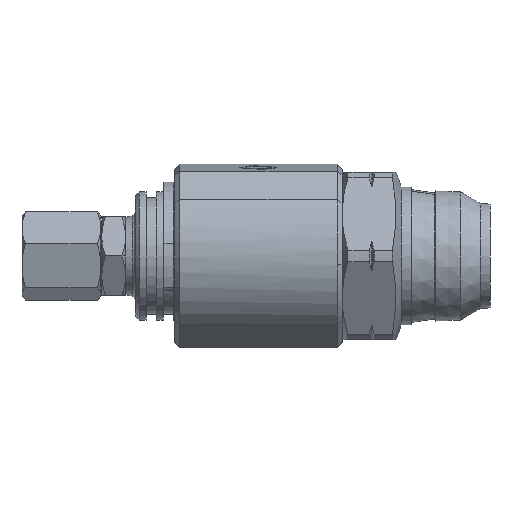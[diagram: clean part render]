
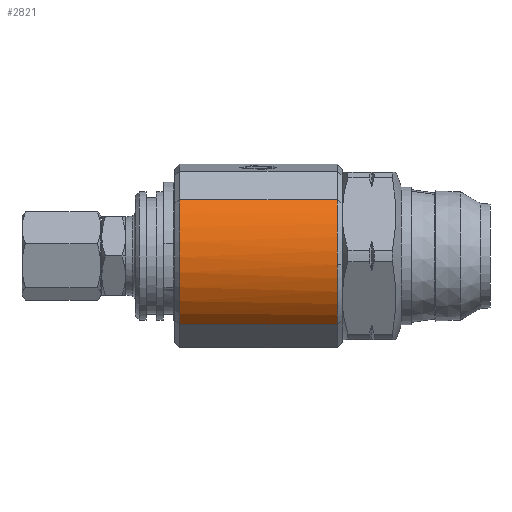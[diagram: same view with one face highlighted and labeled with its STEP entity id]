
A CAD part, left-side view. The second image highlights one B-rep face of the part: STEP entity #2821.
In plain terms, the highlighted cylindrical face has radius 9 mm (diameter 18 mm), a partial arc.
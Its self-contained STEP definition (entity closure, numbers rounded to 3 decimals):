
#128 = DIRECTION ( 'NONE',  ( 0., -1., 0. ) ) ;
#129 = DIRECTION ( 'NONE',  ( 0.995, 0., 0.099 ) ) ;
#132 = CARTESIAN_POINT ( 'NONE',  ( 0., 33., 0. ) ) ;
#358 = CIRCLE ( 'NONE', #8365, 9. ) ;
#362 = LINE ( 'NONE', #1717, #365 ) ;
#365 = VECTOR ( 'NONE', #1718, 1000. ) ;
#366 = CIRCLE ( 'NONE', #8364, 9. ) ;
#368 = LINE ( 'NONE', #1712, #369 ) ;
#369 = VECTOR ( 'NONE', #1700, 1000. ) ;
#848 = CARTESIAN_POINT ( 'NONE',  ( -5.7, 15.5, -6.965 ) ) ;
#849 = CARTESIAN_POINT ( 'NONE',  ( -8.955, 15.5, -0.894 ) ) ;
#1700 = DIRECTION ( 'NONE',  ( 0., -1., 0. ) ) ;
#1712 = CARTESIAN_POINT ( 'NONE',  ( -6.965, 33., 5.7 ) ) ;
#1717 = CARTESIAN_POINT ( 'NONE',  ( -5.7, 33., -6.965 ) ) ;
#1718 = DIRECTION ( 'NONE',  ( 0., -1., 0. ) ) ;
#1722 = CARTESIAN_POINT ( 'NONE',  ( 0., 15.5, 0. ) ) ;
#1723 = DIRECTION ( 'NONE',  ( 0., 1., 0. ) ) ;
#1724 = DIRECTION ( 'NONE',  ( -0.995, 0., -0.099 ) ) ;
#1726 = CARTESIAN_POINT ( 'NONE',  ( 0., 31.5, 0. ) ) ;
#1727 = DIRECTION ( 'NONE',  ( 0., -1., 0. ) ) ;
#1728 = DIRECTION ( 'NONE',  ( 0.995, 0., 0.099 ) ) ;
#2821 = ADVANCED_FACE ( 'NONE', ( #6882 ), #6885, .T. ) ;
#3353 = ORIENTED_EDGE ( 'NONE', *, *, #9185, .T. ) ;
#3354 = ORIENTED_EDGE ( 'NONE', *, *, #3668, .T. ) ;
#3355 = ORIENTED_EDGE ( 'NONE', *, *, #9187, .T. ) ;
#3356 = ORIENTED_EDGE ( 'NONE', *, *, #9188, .F. ) ;
#3357 = ORIENTED_EDGE ( 'NONE', *, *, #9189, .T. ) ;
#3668 = EDGE_CURVE ( 'NONE', #6658, #6659, #8687, .T. ) ;
#3951 = AXIS2_PLACEMENT_3D ( 'NONE', #5037, #5038, #5039 ) ;
#5037 = CARTESIAN_POINT ( 'NONE',  ( 0., 15.5, 0. ) ) ;
#5038 = DIRECTION ( 'NONE',  ( 0., 1., 0. ) ) ;
#5039 = DIRECTION ( 'NONE',  ( -0.995, 0., -0.099 ) ) ;
#5457 = EDGE_LOOP ( 'NONE', ( #3353, #3354, #3355, #3356, #3357 ) ) ;
#6168 = VERTEX_POINT ( 'NONE', #8119 ) ;
#6175 = VERTEX_POINT ( 'NONE', #8126 ) ;
#6176 = VERTEX_POINT ( 'NONE', #8127 ) ;
#6339 = AXIS2_PLACEMENT_3D ( 'NONE', #132, #128, #129 ) ;
#6658 = VERTEX_POINT ( 'NONE', #848 ) ;
#6659 = VERTEX_POINT ( 'NONE', #849 ) ;
#6882 = FACE_OUTER_BOUND ( 'NONE', #5457, .T. ) ;
#6885 = CYLINDRICAL_SURFACE ( 'NONE', #6339, 9. ) ;
#8119 = CARTESIAN_POINT ( 'NONE',  ( -6.965, 15.5, 5.7 ) ) ;
#8126 = CARTESIAN_POINT ( 'NONE',  ( -6.965, 31.5, 5.7 ) ) ;
#8127 = CARTESIAN_POINT ( 'NONE',  ( -5.7, 31.5, -6.965 ) ) ;
#8364 = AXIS2_PLACEMENT_3D ( 'NONE', #1722, #1723, #1724 ) ;
#8365 = AXIS2_PLACEMENT_3D ( 'NONE', #1726, #1727, #1728 ) ;
#8687 = CIRCLE ( 'NONE', #3951, 9. ) ;
#9185 = EDGE_CURVE ( 'NONE', #6176, #6658, #362, .T. ) ;
#9187 = EDGE_CURVE ( 'NONE', #6659, #6168, #366, .T. ) ;
#9188 = EDGE_CURVE ( 'NONE', #6175, #6168, #368, .T. ) ;
#9189 = EDGE_CURVE ( 'NONE', #6175, #6176, #358, .T. ) ;
